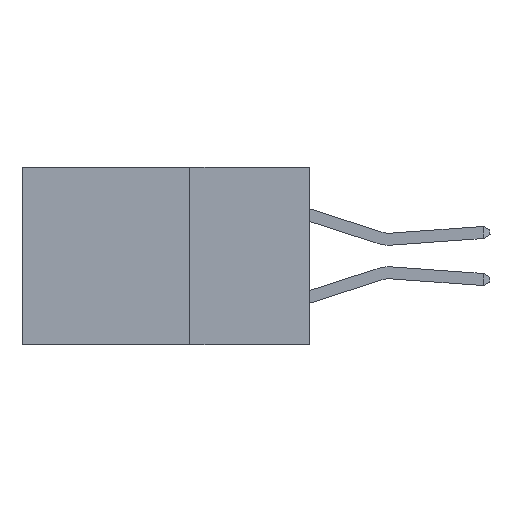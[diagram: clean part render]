
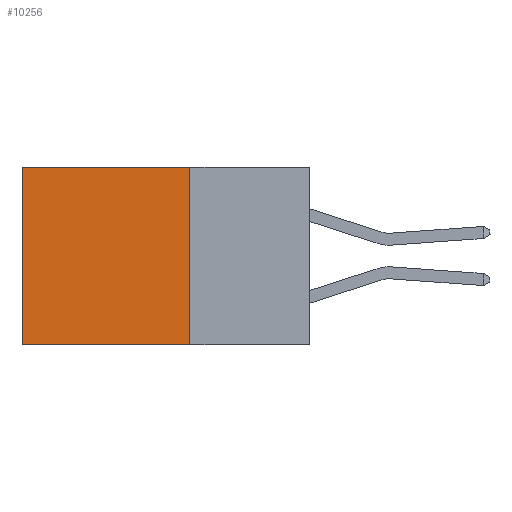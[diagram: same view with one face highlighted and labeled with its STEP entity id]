
A CAD part, left-side view. The second image highlights one B-rep face of the part: STEP entity #10256.
In plain terms, the highlighted planar face has unit normal (-1, 0, 0).
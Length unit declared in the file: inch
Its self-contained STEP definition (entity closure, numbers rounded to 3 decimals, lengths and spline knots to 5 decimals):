
#3 = VECTOR ( 'NONE', #16674, 39.37008 ) ;
#1137 = DIRECTION ( 'NONE',  ( 0., 1., 0. ) ) ;
#1799 = CARTESIAN_POINT ( 'NONE',  ( 0.2615, 0.6, -0.37 ) ) ;
#2080 = EDGE_CURVE ( 'NONE', #14707, #7444, #4500, .T. ) ;
#2629 = CARTESIAN_POINT ( 'NONE',  ( 0.2615, 0.25, 0. ) ) ;
#3057 = ORIENTED_EDGE ( 'NONE', *, *, #2080, .T. ) ;
#3376 = LINE ( 'NONE', #15295, #18646 ) ;
#3833 = CARTESIAN_POINT ( 'NONE',  ( 0.2615, 0.25, -0.37 ) ) ;
#3928 = VECTOR ( 'NONE', #1137, 39.37008 ) ;
#4500 = LINE ( 'NONE', #7836, #3 ) ;
#4980 = EDGE_CURVE ( 'NONE', #7444, #12073, #3376, .T. ) ;
#5523 = VECTOR ( 'NONE', #18545, 39.37008 ) ;
#5670 = CARTESIAN_POINT ( 'NONE',  ( 0.2615, 0.25, -0.37 ) ) ;
#6278 = AXIS2_PLACEMENT_3D ( 'NONE', #13645, #10702, #18242 ) ;
#6518 = CARTESIAN_POINT ( 'NONE',  ( 0.2615, 0.6, 0. ) ) ;
#6803 = VERTEX_POINT ( 'NONE', #3833 ) ;
#7444 = VERTEX_POINT ( 'NONE', #6518 ) ;
#7700 = ORIENTED_EDGE ( 'NONE', *, *, #8646, .F. ) ;
#7836 = CARTESIAN_POINT ( 'NONE',  ( 0.2615, 0.25, 0. ) ) ;
#8229 = CARTESIAN_POINT ( 'NONE',  ( 0.2615, 0.25, -0.37 ) ) ;
#8646 = EDGE_CURVE ( 'NONE', #6803, #12073, #10017, .T. ) ;
#10017 = LINE ( 'NONE', #5670, #3928 ) ;
#10256 = ADVANCED_FACE ( 'NONE', ( #12273 ), #16578, .F. ) ;
#10702 = DIRECTION ( 'NONE',  ( 1., 0., 0. ) ) ;
#12073 = VERTEX_POINT ( 'NONE', #1799 ) ;
#12273 = FACE_OUTER_BOUND ( 'NONE', #13925, .T. ) ;
#12610 = ORIENTED_EDGE ( 'NONE', *, *, #19016, .F. ) ;
#13038 = ORIENTED_EDGE ( 'NONE', *, *, #4980, .T. ) ;
#13645 = CARTESIAN_POINT ( 'NONE',  ( 0.2615, 0.25, -0.37 ) ) ;
#13925 = EDGE_LOOP ( 'NONE', ( #13038, #7700, #12610, #3057 ) ) ;
#14707 = VERTEX_POINT ( 'NONE', #2629 ) ;
#15295 = CARTESIAN_POINT ( 'NONE',  ( 0.2615, 0.6, -0.37 ) ) ;
#16578 = PLANE ( 'NONE',  #6278 ) ;
#16661 = DIRECTION ( 'NONE',  ( 0., 0., -1. ) ) ;
#16674 = DIRECTION ( 'NONE',  ( 0., 1., 0. ) ) ;
#18242 = DIRECTION ( 'NONE',  ( 0., 0., -1. ) ) ;
#18344 = LINE ( 'NONE', #8229, #5523 ) ;
#18545 = DIRECTION ( 'NONE',  ( 0., 0., -1. ) ) ;
#18646 = VECTOR ( 'NONE', #16661, 39.37008 ) ;
#19016 = EDGE_CURVE ( 'NONE', #14707, #6803, #18344, .T. ) ;
